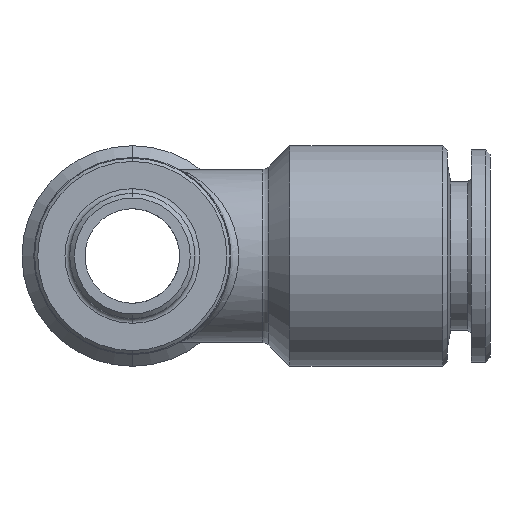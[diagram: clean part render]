
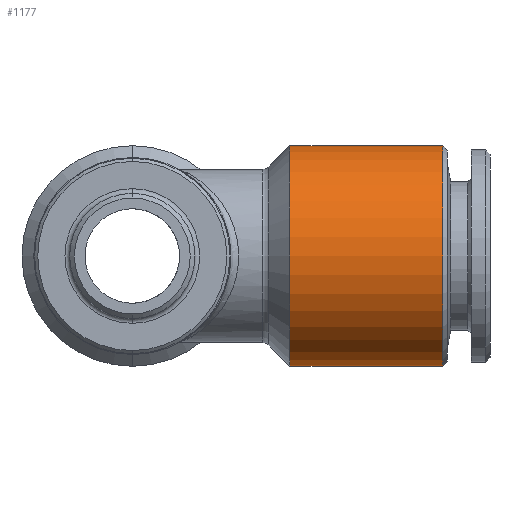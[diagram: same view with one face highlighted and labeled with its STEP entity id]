
A CAD part, front view. The second image highlights one B-rep face of the part: STEP entity #1177.
In plain terms, the highlighted cylindrical face has radius 7 mm (diameter 14 mm), a partial arc.
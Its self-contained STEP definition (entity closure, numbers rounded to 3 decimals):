
#770 = CARTESIAN_POINT ( 'NONE',  ( 19.7, 0., -7. ) ) ;
#771 = DIRECTION ( 'NONE',  ( -1., 0., 0. ) ) ;
#772 = VECTOR ( 'NONE', #771, 1000. ) ;
#773 = CARTESIAN_POINT ( 'NONE',  ( 0., 0., -7. ) ) ;
#774 = LINE ( 'NONE', #773, #772 ) ;
#788 = DIRECTION ( 'NONE',  ( -1., 0., 0. ) ) ;
#789 = VECTOR ( 'NONE', #788, 1000. ) ;
#790 = CARTESIAN_POINT ( 'NONE',  ( 0., 0., 7. ) ) ;
#791 = LINE ( 'NONE', #790, #789 ) ;
#1176 = EDGE_CURVE ( 'NONE', #3773, #3719, #3534, .T. ) ;
#1177 = ADVANCED_FACE ( 'NONE', ( #3524 ), #3520, .T. ) ;
#1178 = EDGE_LOOP ( 'NONE', ( #1179, #1220, #1221, #1222 ) ) ;
#1179 = ORIENTED_EDGE ( 'NONE', *, *, #3772, .F. ) ;
#1220 = ORIENTED_EDGE ( 'NONE', *, *, #1176, .T. ) ;
#1221 = ORIENTED_EDGE ( 'NONE', *, *, #3754, .T. ) ;
#1222 = ORIENTED_EDGE ( 'NONE', *, *, #1223, .F. ) ;
#1223 = EDGE_CURVE ( 'NONE', #3683, #3676, #2471, .T. ) ;
#2232 = CARTESIAN_POINT ( 'NONE',  ( 10., 0., 7. ) ) ;
#2278 = CARTESIAN_POINT ( 'NONE',  ( 10., 0., -7. ) ) ;
#2344 = CARTESIAN_POINT ( 'NONE',  ( 19.7, 0., 7. ) ) ;
#2448 = DIRECTION ( 'NONE',  ( 0., 0., -1. ) ) ;
#2449 = DIRECTION ( 'NONE',  ( -1., 0., 0. ) ) ;
#2469 = CARTESIAN_POINT ( 'NONE',  ( 10., 0., 0. ) ) ;
#2470 = AXIS2_PLACEMENT_3D ( 'NONE', #2469, #2449, #2448 ) ;
#2471 = CIRCLE ( 'NONE', #2470, 7. ) ;
#3519 = CARTESIAN_POINT ( 'NONE',  ( 19.7, 0., 0. ) ) ;
#3520 = CYLINDRICAL_SURFACE ( 'NONE', #3533, 7. ) ;
#3521 = DIRECTION ( 'NONE',  ( 0., 0., 1. ) ) ;
#3522 = DIRECTION ( 'NONE',  ( -1., 0., 0. ) ) ;
#3523 = AXIS2_PLACEMENT_3D ( 'NONE', #3519, #3522, #3521 ) ;
#3524 = FACE_OUTER_BOUND ( 'NONE', #1178, .T. ) ;
#3530 = DIRECTION ( 'NONE',  ( 0., 0., 1. ) ) ;
#3531 = DIRECTION ( 'NONE',  ( -1., 0., 0. ) ) ;
#3532 = CARTESIAN_POINT ( 'NONE',  ( 0., 0., 0. ) ) ;
#3533 = AXIS2_PLACEMENT_3D ( 'NONE', #3532, #3531, #3530 ) ;
#3534 = CIRCLE ( 'NONE', #3523, 7. ) ;
#3676 = VERTEX_POINT ( 'NONE', #2232 ) ;
#3683 = VERTEX_POINT ( 'NONE', #2278 ) ;
#3719 = VERTEX_POINT ( 'NONE', #2344 ) ;
#3754 = EDGE_CURVE ( 'NONE', #3719, #3676, #791, .T. ) ;
#3772 = EDGE_CURVE ( 'NONE', #3773, #3683, #774, .T. ) ;
#3773 = VERTEX_POINT ( 'NONE', #770 ) ;
